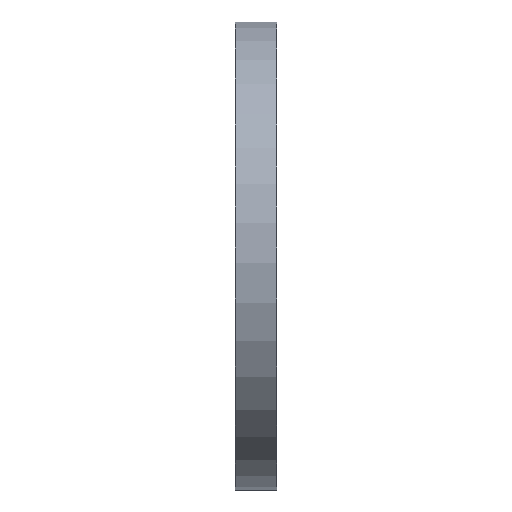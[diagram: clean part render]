
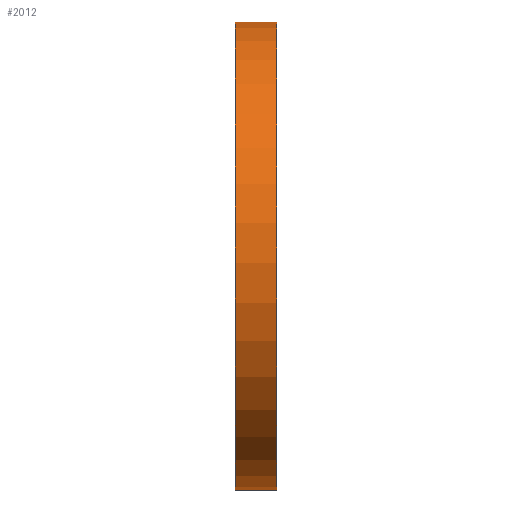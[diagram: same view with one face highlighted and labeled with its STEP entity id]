
A CAD part, left-side view. The second image highlights one B-rep face of the part: STEP entity #2012.
In plain terms, the highlighted cylindrical face has radius 30.8 mm (diameter 61.6 mm), a partial arc.
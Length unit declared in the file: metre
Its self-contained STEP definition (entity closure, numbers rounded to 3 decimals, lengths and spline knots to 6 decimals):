
#21=CYLINDRICAL_SURFACE('',#2198,0.0308);
#72=CIRCLE('',#2143,0.0308);
#90=CIRCLE('',#2162,0.0308);
#329=ORIENTED_EDGE('',*,*,#931,.F.);
#330=ORIENTED_EDGE('',*,*,#779,.T.);
#331=ORIENTED_EDGE('',*,*,#932,.F.);
#332=ORIENTED_EDGE('',*,*,#831,.F.);
#779=EDGE_CURVE('',#1082,#1080,#72,.T.);
#831=EDGE_CURVE('',#1132,#1134,#90,.T.);
#931=EDGE_CURVE('',#1082,#1132,#1365,.T.);
#932=EDGE_CURVE('',#1134,#1080,#1366,.F.);
#1080=VERTEX_POINT('',#2979);
#1082=VERTEX_POINT('',#2982);
#1132=VERTEX_POINT('',#3084);
#1134=VERTEX_POINT('',#3087);
#1365=LINE('',#3287,#1597);
#1366=LINE('',#3288,#1598);
#1597=VECTOR('',#2580,1.);
#1598=VECTOR('',#2581,1.);
#1719=EDGE_LOOP('',(#329,#330,#331,#332));
#1841=FACE_BOUND('',#1719,.T.);
#2012=ADVANCED_FACE('',(#1841),#21,.T.);
#2143=AXIS2_PLACEMENT_3D('',#2981,#2369,#2370);
#2162=AXIS2_PLACEMENT_3D('',#3086,#2441,#2442);
#2198=AXIS2_PLACEMENT_3D('',#3286,#2578,#2579);
#2369=DIRECTION('',(0.,-1.,0.));
#2370=DIRECTION('',(0.,0.,-1.));
#2441=DIRECTION('',(0.,-1.,0.));
#2442=DIRECTION('',(0.,0.,-1.));
#2578=DIRECTION('',(0.,-1.,0.));
#2579=DIRECTION('',(0.,0.,-1.));
#2580=DIRECTION('',(0.,-1.,0.));
#2581=DIRECTION('',(0.,-1.,0.));
#2979=CARTESIAN_POINT('',(0.002,0.0054,0.030735));
#2981=CARTESIAN_POINT('',(0.,0.0054,0.));
#2982=CARTESIAN_POINT('',(-0.002,0.0054,0.030735));
#3084=CARTESIAN_POINT('',(-0.002,0.,0.030735));
#3086=CARTESIAN_POINT('',(0.,0.,0.));
#3087=CARTESIAN_POINT('',(0.002,0.,0.030735));
#3286=CARTESIAN_POINT('',(0.,0.0054,0.));
#3287=CARTESIAN_POINT('',(-0.002,0.0054,0.030735));
#3288=CARTESIAN_POINT('',(0.002,0.0054,0.030735));
